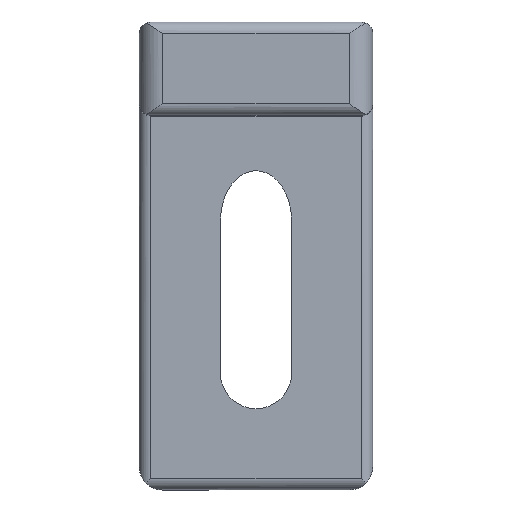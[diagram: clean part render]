
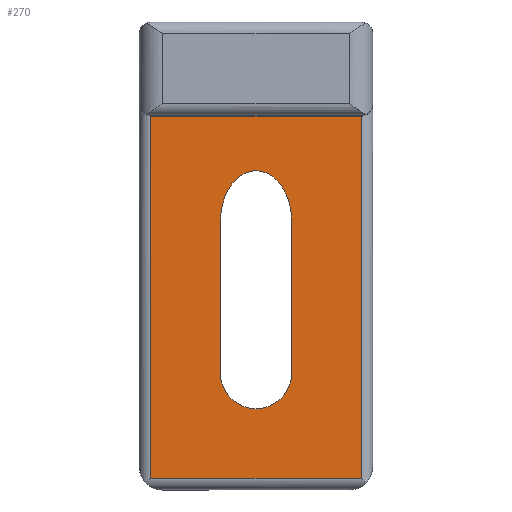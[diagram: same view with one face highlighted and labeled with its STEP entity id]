
A CAD part, top view. The second image highlights one B-rep face of the part: STEP entity #270.
In plain terms, the highlighted planar face has unit normal (0, 0, 1).
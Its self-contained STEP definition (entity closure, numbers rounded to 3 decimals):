
#8 = FACE_BOUND ( 'NONE', #442, .T. ) ;
#48 = ORIENTED_EDGE ( 'NONE', *, *, #288, .T. ) ;
#69 = CARTESIAN_POINT ( 'NONE',  ( -3.05, -30., 8. ) ) ;
#111 = VERTEX_POINT ( 'NONE', #69 ) ;
#116 = CARTESIAN_POINT ( 'NONE',  ( 9., -8., 8. ) ) ;
#146 = AXIS2_PLACEMENT_3D ( 'NONE', #1222, #1125, #307 ) ;
#157 = EDGE_CURVE ( 'NONE', #796, #1093, #622, .T. ) ;
#175 = VERTEX_POINT ( 'NONE', #1111 ) ;
#198 = DIRECTION ( 'NONE',  ( 0., 1., 0. ) ) ;
#205 = CARTESIAN_POINT ( 'NONE',  ( 3.05, -30., 8. ) ) ;
#225 = DIRECTION ( 'NONE',  ( -1., 0., 0. ) ) ;
#226 = CARTESIAN_POINT ( 'NONE',  ( -3.05, -23.5, 8. ) ) ;
#256 = CARTESIAN_POINT ( 'NONE',  ( -3.05, -17., 8. ) ) ;
#257 = CARTESIAN_POINT ( 'NONE',  ( -9., -8.12, 8. ) ) ;
#270 = ADVANCED_FACE ( 'NONE', ( #8, #741 ), #710, .T. ) ;
#288 = EDGE_CURVE ( 'NONE', #1012, #913, #988, .T. ) ;
#299 = VERTEX_POINT ( 'NONE', #116 ) ;
#307 = DIRECTION ( 'NONE',  ( 1., 0., 0. ) ) ;
#313 = DIRECTION ( 'NONE',  ( 0., -1., 0. ) ) ;
#350 = CARTESIAN_POINT ( 'NONE',  ( -9., -8., 8. ) ) ;
#351 = EDGE_CURVE ( 'NONE', #175, #111, #725, .T. ) ;
#362 = VERTEX_POINT ( 'NONE', #350 ) ;
#366 = ORIENTED_EDGE ( 'NONE', *, *, #531, .T. ) ;
#382 = CARTESIAN_POINT ( 'NONE',  ( 3.05, -17., 8. ) ) ;
#420 = ORIENTED_EDGE ( 'NONE', *, *, #1153, .T. ) ;
#434 = VECTOR ( 'NONE', #313, 1000. ) ;
#442 = EDGE_LOOP ( 'NONE', ( #1042, #761, #614, #764 ) ) ;
#488 = CARTESIAN_POINT ( 'NONE',  ( 9., -8.12, 8. ) ) ;
#531 = EDGE_CURVE ( 'NONE', #362, #1012, #611, .T. ) ;
#538 = AXIS2_PLACEMENT_3D ( 'NONE', #961, #1085, #982 ) ;
#544 =( BOUNDED_CURVE ( )  B_SPLINE_CURVE ( 3, ( #256, #958, #987, #382 ),
 .UNSPECIFIED., .F., .F. ) 
 B_SPLINE_CURVE_WITH_KNOTS ( ( 4, 4 ),
 ( 1.571, 4.712 ),
 .UNSPECIFIED. ) 
 CURVE ( )  GEOMETRIC_REPRESENTATION_ITEM ( )  RATIONAL_B_SPLINE_CURVE ( ( 1., 0.333, 0.333, 1. ) ) 
 REPRESENTATION_ITEM ( '' )  );
#584 = EDGE_CURVE ( 'NONE', #175, #1093, #544, .T. ) ;
#611 = LINE ( 'NONE', #257, #1172 ) ;
#614 = ORIENTED_EDGE ( 'NONE', *, *, #584, .T. ) ;
#622 = LINE ( 'NONE', #798, #794 ) ;
#623 = DIRECTION ( 'NONE',  ( 1., 0., 0. ) ) ;
#710 = PLANE ( 'NONE',  #146 ) ;
#724 = VECTOR ( 'NONE', #225, 1000. ) ;
#725 = LINE ( 'NONE', #226, #434 ) ;
#741 = FACE_OUTER_BOUND ( 'NONE', #937, .T. ) ;
#752 = DIRECTION ( 'NONE',  ( 0., -1., 0. ) ) ;
#761 = ORIENTED_EDGE ( 'NONE', *, *, #351, .F. ) ;
#764 = ORIENTED_EDGE ( 'NONE', *, *, #157, .F. ) ;
#787 = ORIENTED_EDGE ( 'NONE', *, *, #869, .T. ) ;
#794 = VECTOR ( 'NONE', #1209, 1000. ) ;
#796 = VERTEX_POINT ( 'NONE', #205 ) ;
#798 = CARTESIAN_POINT ( 'NONE',  ( 3.05, -23.5, 8. ) ) ;
#823 = CARTESIAN_POINT ( 'NONE',  ( -10.12, -8., 8. ) ) ;
#869 = EDGE_CURVE ( 'NONE', #299, #362, #1003, .T. ) ;
#913 = VERTEX_POINT ( 'NONE', #931 ) ;
#931 = CARTESIAN_POINT ( 'NONE',  ( 9., -39., 8. ) ) ;
#937 = EDGE_LOOP ( 'NONE', ( #366, #48, #420, #787 ) ) ;
#958 = CARTESIAN_POINT ( 'NONE',  ( -3.05, -8.373, 8. ) ) ;
#961 = CARTESIAN_POINT ( 'NONE',  ( 0., -30., 8. ) ) ;
#982 = DIRECTION ( 'NONE',  ( -1., 0., 0. ) ) ;
#987 = CARTESIAN_POINT ( 'NONE',  ( 3.05, -8.373, 8. ) ) ;
#988 = LINE ( 'NONE', #1212, #1229 ) ;
#1003 = LINE ( 'NONE', #823, #724 ) ;
#1012 = VERTEX_POINT ( 'NONE', #1247 ) ;
#1042 = ORIENTED_EDGE ( 'NONE', *, *, #1049, .T. ) ;
#1049 = EDGE_CURVE ( 'NONE', #796, #111, #1066, .T. ) ;
#1066 = CIRCLE ( 'NONE', #538, 3.05 ) ;
#1085 = DIRECTION ( 'NONE',  ( 0., 0., -1. ) ) ;
#1086 = VECTOR ( 'NONE', #198, 1000. ) ;
#1093 = VERTEX_POINT ( 'NONE', #1279 ) ;
#1111 = CARTESIAN_POINT ( 'NONE',  ( -3.05, -17., 8. ) ) ;
#1125 = DIRECTION ( 'NONE',  ( 0., 0., 1. ) ) ;
#1152 = LINE ( 'NONE', #488, #1086 ) ;
#1153 = EDGE_CURVE ( 'NONE', #913, #299, #1152, .T. ) ;
#1172 = VECTOR ( 'NONE', #752, 1000. ) ;
#1209 = DIRECTION ( 'NONE',  ( 0., 1., 0. ) ) ;
#1212 = CARTESIAN_POINT ( 'NONE',  ( -10.12, -39., 8. ) ) ;
#1222 = CARTESIAN_POINT ( 'NONE',  ( -10.12, -8.12, 8. ) ) ;
#1229 = VECTOR ( 'NONE', #623, 1000. ) ;
#1247 = CARTESIAN_POINT ( 'NONE',  ( -9., -39., 8. ) ) ;
#1279 = CARTESIAN_POINT ( 'NONE',  ( 3.05, -17., 8. ) ) ;
